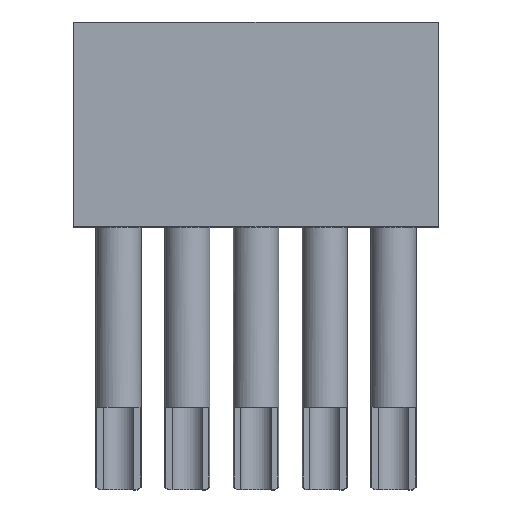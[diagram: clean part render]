
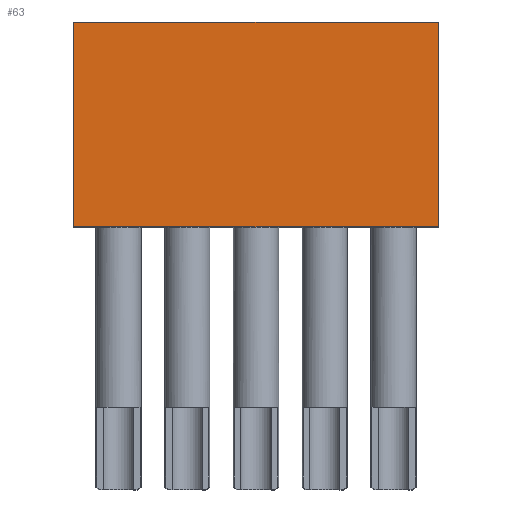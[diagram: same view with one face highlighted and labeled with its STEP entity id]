
A CAD part, top view. The second image highlights one B-rep face of the part: STEP entity #63.
In plain terms, the highlighted planar face has unit normal (0, 0, 1).
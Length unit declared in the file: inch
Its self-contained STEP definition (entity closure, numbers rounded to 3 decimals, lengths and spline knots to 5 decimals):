
#51 = CARTESIAN_POINT ( 'NONE',  ( 0.265, -0.149, 0. ) ) ;
#63 = ADVANCED_FACE ( 'NONE', ( #1208 ), #683, .T. ) ;
#132 = LINE ( 'NONE', #929, #181 ) ;
#181 = VECTOR ( 'NONE', #2058, 39.37008 ) ;
#201 = DIRECTION ( 'NONE',  ( 0., 1., 0. ) ) ;
#217 = VERTEX_POINT ( 'NONE', #720 ) ;
#317 = AXIS2_PLACEMENT_3D ( 'NONE', #363, #1453, #697 ) ;
#329 = LINE ( 'NONE', #51, #1727 ) ;
#363 = CARTESIAN_POINT ( 'NONE',  ( 0., -0.149, 0. ) ) ;
#447 = CARTESIAN_POINT ( 'NONE',  ( 0., 0., 0. ) ) ;
#525 = DIRECTION ( 'NONE',  ( 0., 1., 0. ) ) ;
#683 = PLANE ( 'NONE',  #317 ) ;
#697 = DIRECTION ( 'NONE',  ( 1., 0., 0. ) ) ;
#720 = CARTESIAN_POINT ( 'NONE',  ( 0., 0., 0. ) ) ;
#746 = VECTOR ( 'NONE', #1075, 39.37008 ) ;
#768 = CARTESIAN_POINT ( 'NONE',  ( 0.265, -0.149, 0. ) ) ;
#929 = CARTESIAN_POINT ( 'NONE',  ( 0., -0.149, 0. ) ) ;
#933 = EDGE_CURVE ( 'NONE', #217, #1671, #1959, .T. ) ;
#957 = LINE ( 'NONE', #1462, #1170 ) ;
#1075 = DIRECTION ( 'NONE',  ( 1., 0., 0. ) ) ;
#1093 = VERTEX_POINT ( 'NONE', #768 ) ;
#1112 = ORIENTED_EDGE ( 'NONE', *, *, #1267, .T. ) ;
#1148 = CARTESIAN_POINT ( 'NONE',  ( 0.265, 0., 0. ) ) ;
#1156 = ORIENTED_EDGE ( 'NONE', *, *, #1817, .F. ) ;
#1170 = VECTOR ( 'NONE', #525, 39.37008 ) ;
#1208 = FACE_OUTER_BOUND ( 'NONE', #1240, .T. ) ;
#1240 = EDGE_LOOP ( 'NONE', ( #1460, #1156, #1112, #1737 ) ) ;
#1267 = EDGE_CURVE ( 'NONE', #2025, #1093, #132, .T. ) ;
#1369 = CARTESIAN_POINT ( 'NONE',  ( 0., -0.149, 0. ) ) ;
#1453 = DIRECTION ( 'NONE',  ( 0., 0., 1. ) ) ;
#1460 = ORIENTED_EDGE ( 'NONE', *, *, #933, .F. ) ;
#1462 = CARTESIAN_POINT ( 'NONE',  ( 0., -0.149, 0. ) ) ;
#1669 = EDGE_CURVE ( 'NONE', #1093, #1671, #329, .T. ) ;
#1671 = VERTEX_POINT ( 'NONE', #1148 ) ;
#1727 = VECTOR ( 'NONE', #201, 39.37008 ) ;
#1737 = ORIENTED_EDGE ( 'NONE', *, *, #1669, .T. ) ;
#1817 = EDGE_CURVE ( 'NONE', #2025, #217, #957, .T. ) ;
#1959 = LINE ( 'NONE', #447, #746 ) ;
#2025 = VERTEX_POINT ( 'NONE', #1369 ) ;
#2058 = DIRECTION ( 'NONE',  ( 1., 0., 0. ) ) ;
